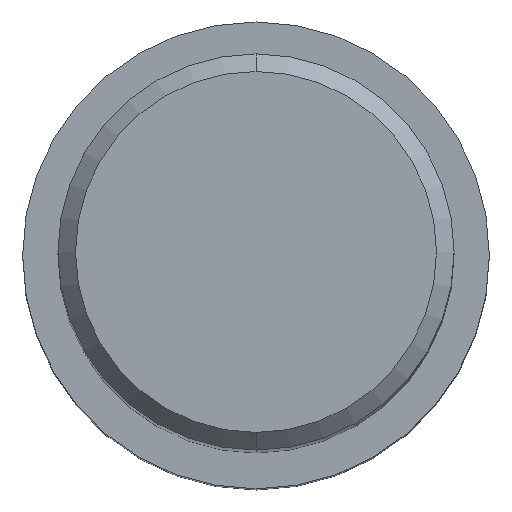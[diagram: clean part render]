
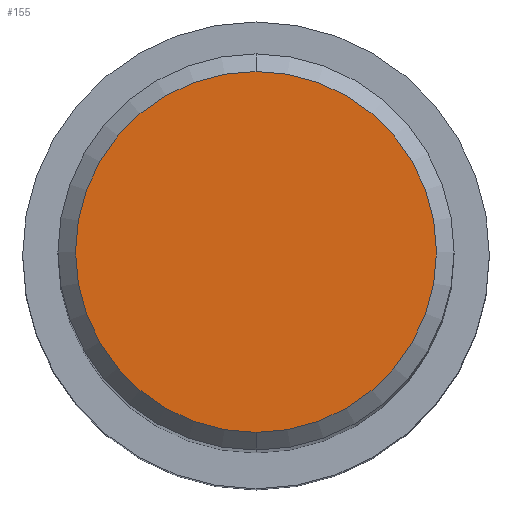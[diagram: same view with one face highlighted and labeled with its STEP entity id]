
A CAD part, top view. The second image highlights one B-rep face of the part: STEP entity #155.
In plain terms, the highlighted planar face has unit normal (0, 0, 1).
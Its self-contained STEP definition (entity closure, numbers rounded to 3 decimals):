
#155=ADVANCED_FACE('',(#356),#357,.T.);
#201=EDGE_CURVE('',#263,#301,#410,.T.);
#203=EDGE_CURVE('',#301,#263,#412,.T.);
#263=VERTEX_POINT('',#482);
#301=VERTEX_POINT('',#524);
#356=FACE_OUTER_BOUND('',#578,.T.);
#357=PLANE('',#579);
#410=CIRCLE('',#647,8.2);
#412=CIRCLE('',#650,8.2);
#482=CARTESIAN_POINT('',(0.,-8.2,0.0));
#524=CARTESIAN_POINT('',(0.0,8.2,0.0));
#578=EDGE_LOOP('',(#840,#841));
#579=AXIS2_PLACEMENT_3D('',#842,#843,#844);
#647=AXIS2_PLACEMENT_3D('',#923,#924,#925);
#650=AXIS2_PLACEMENT_3D('',#926,#927,#928);
#840=ORIENTED_EDGE('',*,*,#203,.F.);
#841=ORIENTED_EDGE('',*,*,#201,.F.);
#842=CARTESIAN_POINT('',(0.0,4.1,0.0));
#843=DIRECTION('',(-0.0,0.0,1.0));
#844=DIRECTION('',(0.0,-1.0,0.0));
#923=CARTESIAN_POINT('',(0.0,0.0,0.0));
#924=DIRECTION('',(0.0,0.0,-1.0));
#925=DIRECTION('',(0.0,1.0,0.0));
#926=CARTESIAN_POINT('',(0.0,0.0,0.0));
#927=DIRECTION('',(0.0,0.0,-1.0));
#928=DIRECTION('',(0.0,1.0,0.0));
